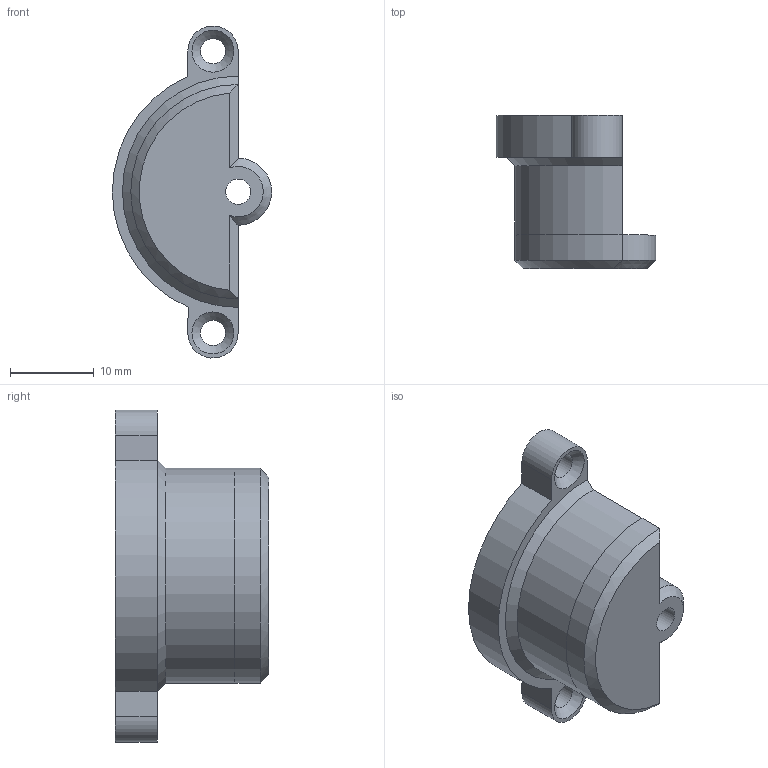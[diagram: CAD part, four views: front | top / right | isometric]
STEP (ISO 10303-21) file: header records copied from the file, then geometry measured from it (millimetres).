
FILE_DESCRIPTION(('FreeCAD Model'),'2;1');
FILE_NAME('Open CASCADE Shape Model','2023-02-20T21:07:37',(''),(''), 'Open CASCADE STEP processor 7.6','FreeCAD','Unknown');
FILE_SCHEMA(('AUTOMOTIVE_DESIGN { 1 0 10303 214 1 1 1 1 }'));
Length unit declared in the file: millimetre
Products named in the file (1): третья часть кожуха
Bounding box: 19 x 18.25 x 39.59 mm (x, y, z)
Volume: 3189.1 mm3; surface area: 2403.1 mm2
Topology: 1 solids, 1 shells, 31 faces, 73 edges, 44 vertices
Faces by surface type: plane 15, cylinder 11, cone 5
Full cylindrical faces by diameter (mm): 3 x3
Entity records: 2017 total; most frequent: CARTESIAN_POINT 517, DIRECTION 286, LINE 161, VECTOR 161, ORIENTED_EDGE 146, PCURVE 146, DEFINITIONAL_REPRESENTATION 146, EDGE_CURVE 73
